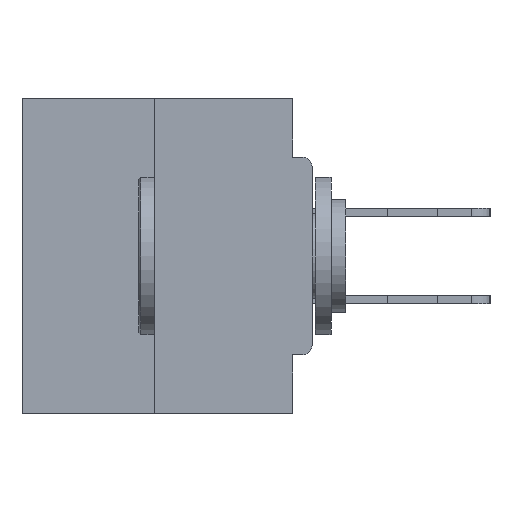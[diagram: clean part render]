
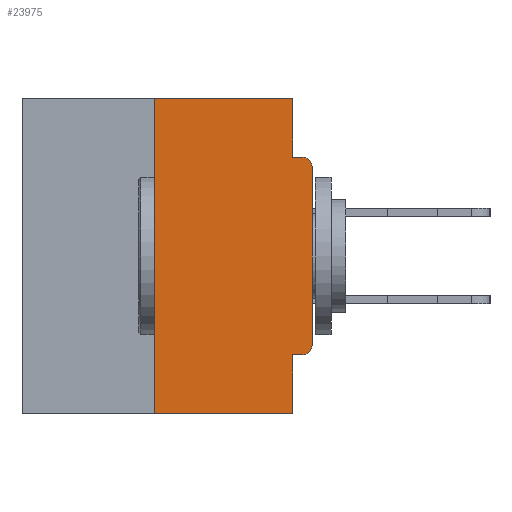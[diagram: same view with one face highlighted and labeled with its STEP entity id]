
A CAD part, left-side view. The second image highlights one B-rep face of the part: STEP entity #23975.
In plain terms, the highlighted planar face has unit normal (-1, 0, 0).
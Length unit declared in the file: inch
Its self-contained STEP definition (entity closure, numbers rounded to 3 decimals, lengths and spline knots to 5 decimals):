
#286 = LINE ( 'NONE', #22735, #14214 ) ;
#300 = CARTESIAN_POINT ( 'NONE',  ( 0., 0.46, 0. ) ) ;
#394 = EDGE_CURVE ( 'NONE', #32298, #12432, #15801, .T. ) ;
#1056 = ORIENTED_EDGE ( 'NONE', *, *, #5926, .F. ) ;
#1335 = CARTESIAN_POINT ( 'NONE',  ( 0., 0.031, -0.5 ) ) ;
#2853 = DIRECTION ( 'NONE',  ( 0., 0., -1. ) ) ;
#3363 = ORIENTED_EDGE ( 'NONE', *, *, #23470, .F. ) ;
#3412 = VECTOR ( 'NONE', #7673, 39.37008 ) ;
#4036 = VECTOR ( 'NONE', #21753, 39.37008 ) ;
#4510 = VECTOR ( 'NONE', #30772, 39.37008 ) ;
#4755 = CARTESIAN_POINT ( 'NONE',  ( 0., 0.25, 0. ) ) ;
#5042 = VERTEX_POINT ( 'NONE', #14743 ) ;
#5538 = AXIS2_PLACEMENT_3D ( 'NONE', #300, #5602, #11274 ) ;
#5602 = DIRECTION ( 'NONE',  ( 1., 0., 0. ) ) ;
#5926 = EDGE_CURVE ( 'NONE', #10145, #12432, #286, .T. ) ;
#7518 = CARTESIAN_POINT ( 'NONE',  ( 0., 0.46, -0.5 ) ) ;
#7673 = DIRECTION ( 'NONE',  ( 0., 0., -1. ) ) ;
#8768 = ORIENTED_EDGE ( 'NONE', *, *, #21505, .T. ) ;
#9031 = VECTOR ( 'NONE', #22443, 39.37008 ) ;
#9931 = CARTESIAN_POINT ( 'NONE',  ( 0., 0.015, -0.1085 ) ) ;
#10145 = VERTEX_POINT ( 'NONE', #27822 ) ;
#10224 = AXIS2_PLACEMENT_3D ( 'NONE', #9931, #12549, #2853 ) ;
#10272 = ORIENTED_EDGE ( 'NONE', *, *, #28520, .F. ) ;
#10297 = EDGE_CURVE ( 'NONE', #24977, #32298, #22323, .T. ) ;
#10645 = CARTESIAN_POINT ( 'NONE',  ( 0., 0.015, -0.4065 ) ) ;
#11174 = AXIS2_PLACEMENT_3D ( 'NONE', #25513, #15034, #28189 ) ;
#11274 = DIRECTION ( 'NONE',  ( 0., 0., -1. ) ) ;
#12432 = VERTEX_POINT ( 'NONE', #17077 ) ;
#12549 = DIRECTION ( 'NONE',  ( -1., 0., 0. ) ) ;
#13066 = ORIENTED_EDGE ( 'NONE', *, *, #27198, .F. ) ;
#13142 = ORIENTED_EDGE ( 'NONE', *, *, #27936, .F. ) ;
#13171 = DIRECTION ( 'NONE',  ( 0., 0., 1. ) ) ;
#13335 = CARTESIAN_POINT ( 'NONE',  ( 0., 0.031, -0.4065 ) ) ;
#13520 = CARTESIAN_POINT ( 'NONE',  ( 0., 0., 0. ) ) ;
#14214 = VECTOR ( 'NONE', #14545, 39.37008 ) ;
#14545 = DIRECTION ( 'NONE',  ( 0., -1., 0. ) ) ;
#14743 = CARTESIAN_POINT ( 'NONE',  ( 0., 0.031, 0. ) ) ;
#15034 = DIRECTION ( 'NONE',  ( -1., 0., 0. ) ) ;
#15740 = PLANE ( 'NONE',  #5538 ) ;
#15801 = CIRCLE ( 'NONE', #10224, 0.015 ) ;
#16456 = LINE ( 'NONE', #20870, #26338 ) ;
#17077 = CARTESIAN_POINT ( 'NONE',  ( 0., 0.015, -0.0935 ) ) ;
#17983 = CARTESIAN_POINT ( 'NONE',  ( 0., 0.25, 0. ) ) ;
#18732 = FACE_OUTER_BOUND ( 'NONE', #23792, .T. ) ;
#20648 = VECTOR ( 'NONE', #13171, 39.37008 ) ;
#20749 = ORIENTED_EDGE ( 'NONE', *, *, #394, .T. ) ;
#20761 = CARTESIAN_POINT ( 'NONE',  ( 0., 0., -0.1085 ) ) ;
#20870 = CARTESIAN_POINT ( 'NONE',  ( 0., 0.46, 0. ) ) ;
#21394 = CARTESIAN_POINT ( 'NONE',  ( 0., 0.25, -0.5 ) ) ;
#21505 = EDGE_CURVE ( 'NONE', #27359, #24977, #29146, .T. ) ;
#21753 = DIRECTION ( 'NONE',  ( 0., 1., 0. ) ) ;
#22323 = LINE ( 'NONE', #13520, #20648 ) ;
#22443 = DIRECTION ( 'NONE',  ( 0., 0., -1. ) ) ;
#22608 = ORIENTED_EDGE ( 'NONE', *, *, #10297, .T. ) ;
#22735 = CARTESIAN_POINT ( 'NONE',  ( 0., 0., -0.0935 ) ) ;
#23470 = EDGE_CURVE ( 'NONE', #27359, #25195, #31994, .T. ) ;
#23504 = LINE ( 'NONE', #25930, #3412 ) ;
#23734 = VERTEX_POINT ( 'NONE', #4755 ) ;
#23792 = EDGE_LOOP ( 'NONE', ( #13142, #25873, #25500, #10272, #3363, #8768, #22608, #20749, #1056, #13066 ) ) ;
#23835 = LINE ( 'NONE', #1335, #9031 ) ;
#23975 = ADVANCED_FACE ( 'NONE', ( #18732 ), #15740, .F. ) ;
#24483 = LINE ( 'NONE', #17983, #27376 ) ;
#24977 = VERTEX_POINT ( 'NONE', #28073 ) ;
#25116 = VERTEX_POINT ( 'NONE', #30089 ) ;
#25195 = VERTEX_POINT ( 'NONE', #13335 ) ;
#25500 = ORIENTED_EDGE ( 'NONE', *, *, #29007, .T. ) ;
#25513 = CARTESIAN_POINT ( 'NONE',  ( 0., 0.015, -0.3915 ) ) ;
#25873 = ORIENTED_EDGE ( 'NONE', *, *, #30852, .F. ) ;
#25930 = CARTESIAN_POINT ( 'NONE',  ( 0., 0.031, 0. ) ) ;
#26338 = VECTOR ( 'NONE', #33106, 39.37008 ) ;
#26932 = CARTESIAN_POINT ( 'NONE',  ( 0., 0., -0.4065 ) ) ;
#27198 = EDGE_CURVE ( 'NONE', #5042, #10145, #23504, .T. ) ;
#27359 = VERTEX_POINT ( 'NONE', #10645 ) ;
#27376 = VECTOR ( 'NONE', #28564, 39.37008 ) ;
#27822 = CARTESIAN_POINT ( 'NONE',  ( 0., 0.031, -0.0935 ) ) ;
#27936 = EDGE_CURVE ( 'NONE', #23734, #5042, #16456, .T. ) ;
#28073 = CARTESIAN_POINT ( 'NONE',  ( 0., 0., -0.3915 ) ) ;
#28189 = DIRECTION ( 'NONE',  ( 0., 0., -1. ) ) ;
#28520 = EDGE_CURVE ( 'NONE', #25195, #25116, #23835, .T. ) ;
#28564 = DIRECTION ( 'NONE',  ( 0., 0., 1. ) ) ;
#29007 = EDGE_CURVE ( 'NONE', #29603, #25116, #33298, .T. ) ;
#29146 = CIRCLE ( 'NONE', #11174, 0.015 ) ;
#29603 = VERTEX_POINT ( 'NONE', #21394 ) ;
#30089 = CARTESIAN_POINT ( 'NONE',  ( 0., 0.031, -0.5 ) ) ;
#30772 = DIRECTION ( 'NONE',  ( 0., -1., 0. ) ) ;
#30852 = EDGE_CURVE ( 'NONE', #29603, #23734, #24483, .T. ) ;
#31994 = LINE ( 'NONE', #26932, #4036 ) ;
#32298 = VERTEX_POINT ( 'NONE', #20761 ) ;
#33106 = DIRECTION ( 'NONE',  ( 0., -1., 0. ) ) ;
#33298 = LINE ( 'NONE', #7518, #4510 ) ;
